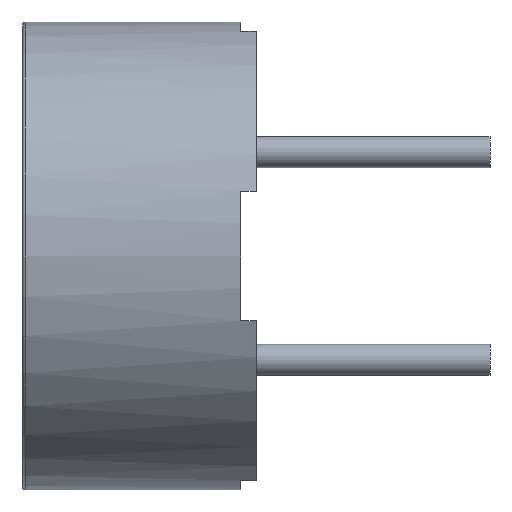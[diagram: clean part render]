
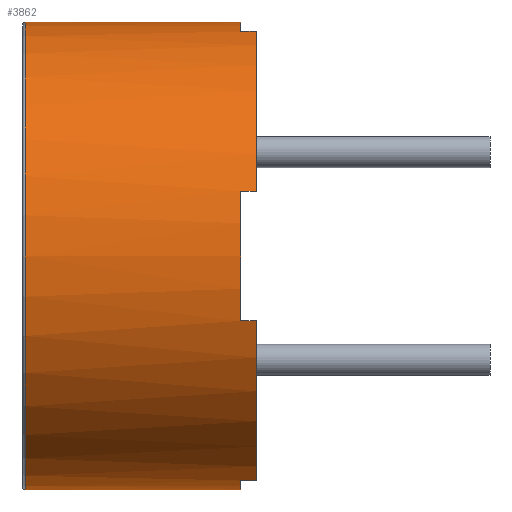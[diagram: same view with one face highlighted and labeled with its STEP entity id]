
A CAD part, left-side view. The second image highlights one B-rep face of the part: STEP entity #3862.
In plain terms, the highlighted cylindrical face has radius 4.5 mm (diameter 9 mm), a partial arc.
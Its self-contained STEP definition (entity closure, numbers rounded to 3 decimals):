
#261 = CARTESIAN_POINT ( 'NONE',  ( -1.25, 0., -4.323 ) ) ;
#270 = ORIENTED_EDGE ( 'NONE', *, *, #3165, .F. ) ;
#273 = AXIS2_PLACEMENT_3D ( 'NONE', #1768, #5581, #2304 ) ;
#293 = EDGE_CURVE ( 'NONE', #2410, #4371, #6966, .T. ) ;
#372 = CARTESIAN_POINT ( 'NONE',  ( 0., 0., -4.5 ) ) ;
#387 = EDGE_CURVE ( 'NONE', #4371, #1739, #1021, .T. ) ;
#395 = LINE ( 'NONE', #5323, #2799 ) ;
#482 = DIRECTION ( 'NONE',  ( 0., 0., -1. ) ) ;
#510 = CARTESIAN_POINT ( 'NONE',  ( 0., 4.45, 0. ) ) ;
#687 = VECTOR ( 'NONE', #2743, 1000. ) ;
#812 = EDGE_CURVE ( 'NONE', #3023, #3486, #2349, .T. ) ;
#1021 = LINE ( 'NONE', #372, #1184 ) ;
#1077 = VERTEX_POINT ( 'NONE', #3631 ) ;
#1082 = DIRECTION ( 'NONE',  ( 0., 0., -1. ) ) ;
#1089 = ORIENTED_EDGE ( 'NONE', *, *, #387, .T. ) ;
#1184 = VECTOR ( 'NONE', #1491, 1000. ) ;
#1246 = CYLINDRICAL_SURFACE ( 'NONE', #4311, 4.5 ) ;
#1295 = CARTESIAN_POINT ( 'NONE',  ( 0., 0., 0. ) ) ;
#1312 = CARTESIAN_POINT ( 'NONE',  ( -4.323, 0., -1.25 ) ) ;
#1348 = CARTESIAN_POINT ( 'NONE',  ( -1.25, 0., -4.323 ) ) ;
#1491 = DIRECTION ( 'NONE',  ( 0., -1., 0. ) ) ;
#1506 = AXIS2_PLACEMENT_3D ( 'NONE', #2691, #6493, #3267 ) ;
#1605 = CARTESIAN_POINT ( 'NONE',  ( -1.25, 0.3, -4.323 ) ) ;
#1617 = CIRCLE ( 'NONE', #273, 4.5 ) ;
#1723 = CARTESIAN_POINT ( 'NONE',  ( -4.323, 0.3, -1.25 ) ) ;
#1739 = VERTEX_POINT ( 'NONE', #3255 ) ;
#1768 = CARTESIAN_POINT ( 'NONE',  ( 0., 0.3, 0. ) ) ;
#1880 = DIRECTION ( 'NONE',  ( 0., 1., 0. ) ) ;
#2092 = EDGE_CURVE ( 'NONE', #1077, #2608, #1617, .T. ) ;
#2304 = DIRECTION ( 'NONE',  ( 0., 0., -1. ) ) ;
#2349 = CIRCLE ( 'NONE', #6171, 4.5 ) ;
#2379 = DIRECTION ( 'NONE',  ( 0., -1., 0. ) ) ;
#2410 = VERTEX_POINT ( 'NONE', #3491 ) ;
#2591 = EDGE_CURVE ( 'NONE', #1077, #6531, #395, .T. ) ;
#2608 = VERTEX_POINT ( 'NONE', #6394 ) ;
#2691 = CARTESIAN_POINT ( 'NONE',  ( 0., 0.3, 0. ) ) ;
#2728 = DIRECTION ( 'NONE',  ( 0., 1., 0. ) ) ;
#2733 = EDGE_CURVE ( 'NONE', #6531, #5794, #5372, .T. ) ;
#2743 = DIRECTION ( 'NONE',  ( 0., -1., 0. ) ) ;
#2799 = VECTOR ( 'NONE', #4780, 1000. ) ;
#2844 = CARTESIAN_POINT ( 'NONE',  ( -4.323, 0., 1.25 ) ) ;
#2863 = EDGE_CURVE ( 'NONE', #5794, #3582, #6107, .T. ) ;
#2941 = ORIENTED_EDGE ( 'NONE', *, *, #3383, .T. ) ;
#3023 = VERTEX_POINT ( 'NONE', #1312 ) ;
#3063 = EDGE_CURVE ( 'NONE', #1739, #5664, #5602, .T. ) ;
#3165 = EDGE_CURVE ( 'NONE', #3232, #3023, #5096, .T. ) ;
#3222 = DIRECTION ( 'NONE',  ( 0., -1., 0. ) ) ;
#3232 = VERTEX_POINT ( 'NONE', #1723 ) ;
#3235 = ORIENTED_EDGE ( 'NONE', *, *, #2733, .F. ) ;
#3255 = CARTESIAN_POINT ( 'NONE',  ( 0., 0.3, -4.5 ) ) ;
#3267 = DIRECTION ( 'NONE',  ( 0., 0., -1. ) ) ;
#3306 = CARTESIAN_POINT ( 'NONE',  ( -4.323, 0., -1.25 ) ) ;
#3335 = DIRECTION ( 'NONE',  ( 0., -1., 0. ) ) ;
#3383 = EDGE_CURVE ( 'NONE', #3232, #3582, #6175, .T. ) ;
#3412 = CARTESIAN_POINT ( 'NONE',  ( -1.25, 0., 4.323 ) ) ;
#3486 = VERTEX_POINT ( 'NONE', #261 ) ;
#3491 = CARTESIAN_POINT ( 'NONE',  ( 0., 4.45, 4.5 ) ) ;
#3538 = EDGE_LOOP ( 'NONE', ( #3897, #4049, #1089, #6451, #5658, #3904, #270, #2941, #6767, #3235, #6011, #3725 ) ) ;
#3582 = VERTEX_POINT ( 'NONE', #4820 ) ;
#3631 = CARTESIAN_POINT ( 'NONE',  ( -1.25, 0.3, 4.323 ) ) ;
#3668 = EDGE_CURVE ( 'NONE', #3486, #5664, #4852, .T. ) ;
#3674 = VECTOR ( 'NONE', #3335, 1000. ) ;
#3725 = ORIENTED_EDGE ( 'NONE', *, *, #2092, .T. ) ;
#3790 = DIRECTION ( 'NONE',  ( 0., -1., 0. ) ) ;
#3806 = AXIS2_PLACEMENT_3D ( 'NONE', #510, #4369, #1082 ) ;
#3855 = AXIS2_PLACEMENT_3D ( 'NONE', #7003, #3790, #482 ) ;
#3862 = ADVANCED_FACE ( 'NONE', ( #7034 ), #1246, .T. ) ;
#3897 = ORIENTED_EDGE ( 'NONE', *, *, #6462, .F. ) ;
#3904 = ORIENTED_EDGE ( 'NONE', *, *, #812, .F. ) ;
#4049 = ORIENTED_EDGE ( 'NONE', *, *, #293, .T. ) ;
#4311 = AXIS2_PLACEMENT_3D ( 'NONE', #1295, #2379, #6196 ) ;
#4369 = DIRECTION ( 'NONE',  ( 0., -1., 0. ) ) ;
#4371 = VERTEX_POINT ( 'NONE', #6482 ) ;
#4739 = LINE ( 'NONE', #6003, #687 ) ;
#4780 = DIRECTION ( 'NONE',  ( 0., -1., 0. ) ) ;
#4820 = CARTESIAN_POINT ( 'NONE',  ( -4.323, 0.3, 1.25 ) ) ;
#4852 = LINE ( 'NONE', #1348, #6265 ) ;
#4863 = VECTOR ( 'NONE', #6101, 1000. ) ;
#5096 = LINE ( 'NONE', #3306, #3674 ) ;
#5323 = CARTESIAN_POINT ( 'NONE',  ( -1.25, 0., 4.323 ) ) ;
#5372 = CIRCLE ( 'NONE', #3855, 4.5 ) ;
#5525 = AXIS2_PLACEMENT_3D ( 'NONE', #5986, #2728, #6532 ) ;
#5581 = DIRECTION ( 'NONE',  ( 0., 1., 0. ) ) ;
#5602 = CIRCLE ( 'NONE', #1506, 4.5 ) ;
#5658 = ORIENTED_EDGE ( 'NONE', *, *, #3668, .F. ) ;
#5664 = VERTEX_POINT ( 'NONE', #1605 ) ;
#5794 = VERTEX_POINT ( 'NONE', #6564 ) ;
#5986 = CARTESIAN_POINT ( 'NONE',  ( 0., 0.3, 0. ) ) ;
#6003 = CARTESIAN_POINT ( 'NONE',  ( 0., 0., 4.5 ) ) ;
#6011 = ORIENTED_EDGE ( 'NONE', *, *, #2591, .F. ) ;
#6101 = DIRECTION ( 'NONE',  ( 0., 1., 0. ) ) ;
#6107 = LINE ( 'NONE', #2844, #4863 ) ;
#6171 = AXIS2_PLACEMENT_3D ( 'NONE', #6454, #3222, #6994 ) ;
#6175 = CIRCLE ( 'NONE', #5525, 4.5 ) ;
#6196 = DIRECTION ( 'NONE',  ( 0., 0., -1. ) ) ;
#6265 = VECTOR ( 'NONE', #1880, 1000. ) ;
#6394 = CARTESIAN_POINT ( 'NONE',  ( 0., 0.3, 4.5 ) ) ;
#6451 = ORIENTED_EDGE ( 'NONE', *, *, #3063, .T. ) ;
#6454 = CARTESIAN_POINT ( 'NONE',  ( 0., 0., 0. ) ) ;
#6462 = EDGE_CURVE ( 'NONE', #2410, #2608, #4739, .T. ) ;
#6482 = CARTESIAN_POINT ( 'NONE',  ( 0., 4.45, -4.5 ) ) ;
#6493 = DIRECTION ( 'NONE',  ( 0., 1., 0. ) ) ;
#6531 = VERTEX_POINT ( 'NONE', #3412 ) ;
#6532 = DIRECTION ( 'NONE',  ( 0., 0., -1. ) ) ;
#6564 = CARTESIAN_POINT ( 'NONE',  ( -4.323, 0., 1.25 ) ) ;
#6767 = ORIENTED_EDGE ( 'NONE', *, *, #2863, .F. ) ;
#6966 = CIRCLE ( 'NONE', #3806, 4.5 ) ;
#6994 = DIRECTION ( 'NONE',  ( 0., 0., -1. ) ) ;
#7003 = CARTESIAN_POINT ( 'NONE',  ( 0., 0., 0. ) ) ;
#7034 = FACE_OUTER_BOUND ( 'NONE', #3538, .T. ) ;
